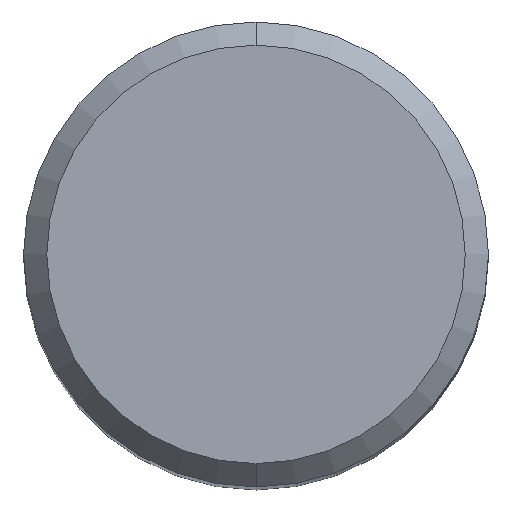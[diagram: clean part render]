
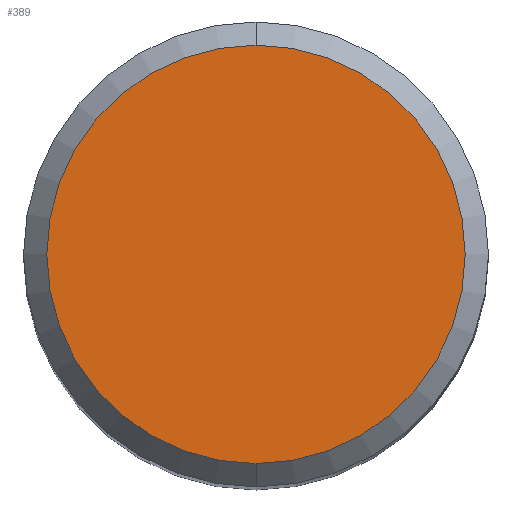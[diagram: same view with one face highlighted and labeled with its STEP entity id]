
A CAD part, top view. The second image highlights one B-rep face of the part: STEP entity #389.
In plain terms, the highlighted planar face has unit normal (0, 0, 1).
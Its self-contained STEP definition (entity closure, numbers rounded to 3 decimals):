
#193=VERTEX_POINT('',#501);
#331=EDGE_CURVE('',#449,#193,#656,.T.);
#389=ADVANCED_FACE('',(#719),#720,.T.);
#429=EDGE_CURVE('',#193,#449,#763,.T.);
#449=VERTEX_POINT('',#784);
#501=CARTESIAN_POINT('',(0.,-7.2,0.0));
#656=CIRCLE('',#1200,7.2);
#719=FACE_OUTER_BOUND('',#1357,.T.);
#720=PLANE('',#1358);
#763=CIRCLE('',#1460,7.2);
#784=CARTESIAN_POINT('',(0.0,7.2,0.0));
#1200=AXIS2_PLACEMENT_3D('',#1724,#1725,#1726);
#1357=EDGE_LOOP('',(#1787,#1788));
#1358=AXIS2_PLACEMENT_3D('',#1789,#1790,#1791);
#1460=AXIS2_PLACEMENT_3D('',#1821,#1822,#1823);
#1724=CARTESIAN_POINT('',(0.0,0.0,0.0));
#1725=DIRECTION('',(0.0,0.0,-1.0));
#1726=DIRECTION('',(0.0,1.0,0.0));
#1787=ORIENTED_EDGE('',*,*,#331,.F.);
#1788=ORIENTED_EDGE('',*,*,#429,.F.);
#1789=CARTESIAN_POINT('',(0.0,3.6,0.0));
#1790=DIRECTION('',(-0.0,0.0,1.0));
#1791=DIRECTION('',(0.0,-1.0,0.0));
#1821=CARTESIAN_POINT('',(0.0,0.0,0.0));
#1822=DIRECTION('',(0.0,0.0,-1.0));
#1823=DIRECTION('',(0.0,1.0,0.0));
